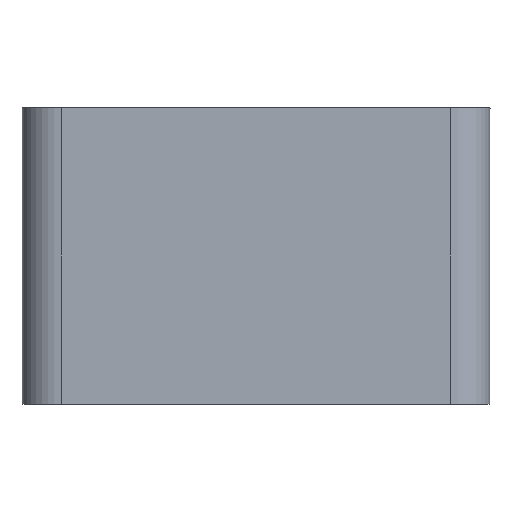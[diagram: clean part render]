
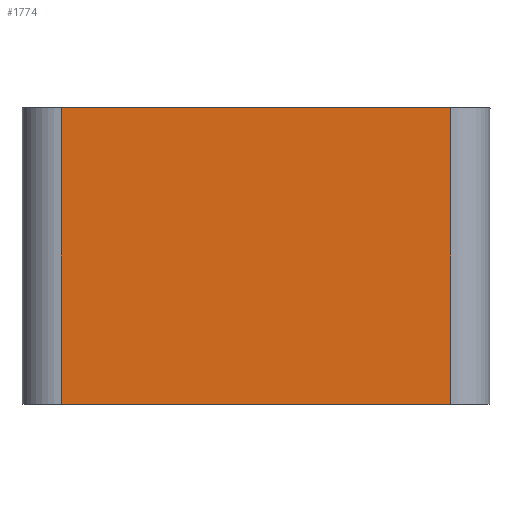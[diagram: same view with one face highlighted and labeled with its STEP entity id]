
A CAD part, front view. The second image highlights one B-rep face of the part: STEP entity #1774.
In plain terms, the highlighted planar face has unit normal (0, -1, 0).
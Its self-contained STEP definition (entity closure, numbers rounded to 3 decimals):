
#47=PLANE('',#2023);
#155=LINE('',#3158,#272);
#164=LINE('',#3191,#281);
#169=LINE('',#3210,#286);
#170=LINE('',#3212,#287);
#272=VECTOR('',#2569,10.);
#281=VECTOR('',#2600,10.);
#286=VECTOR('',#2629,10.);
#287=VECTOR('',#2632,10.);
#475=FACE_OUTER_BOUND('',#596,.T.);
#596=EDGE_LOOP('',(#1637,#1638,#1639,#1640));
#865=VERTEX_POINT('',#3155);
#866=VERTEX_POINT('',#3157);
#878=VERTEX_POINT('',#3188);
#879=VERTEX_POINT('',#3190);
#1111=EDGE_CURVE('',#865,#866,#155,.T.);
#1128=EDGE_CURVE('',#878,#879,#164,.T.);
#1136=EDGE_CURVE('',#878,#866,#169,.T.);
#1137=EDGE_CURVE('',#879,#865,#170,.T.);
#1637=ORIENTED_EDGE('',*,*,#1128,.F.);
#1638=ORIENTED_EDGE('',*,*,#1136,.T.);
#1639=ORIENTED_EDGE('',*,*,#1111,.F.);
#1640=ORIENTED_EDGE('',*,*,#1137,.F.);
#1774=ADVANCED_FACE('',(#475),#47,.T.);
#2023=AXIS2_PLACEMENT_3D('',#3211,#2630,#2631);
#2569=DIRECTION('',(1.,0.,0.));
#2600=DIRECTION('',(-1.,0.,0.));
#2629=DIRECTION('',(0.,0.,1.));
#2630=DIRECTION('center_axis',(0.,-1.,0.));
#2631=DIRECTION('ref_axis',(1.,0.,0.));
#2632=DIRECTION('',(0.,0.,1.));
#3155=CARTESIAN_POINT('',(-55.,0.,38.));
#3157=CARTESIAN_POINT('',(-5.,0.,38.));
#3158=CARTESIAN_POINT('',(-5.,0.,38.));
#3188=CARTESIAN_POINT('',(-5.,0.,0.));
#3190=CARTESIAN_POINT('',(-55.,0.,0.));
#3191=CARTESIAN_POINT('',(-5.,0.,0.));
#3210=CARTESIAN_POINT('',(-5.,0.,0.));
#3211=CARTESIAN_POINT('Origin',(-55.,0.,0.));
#3212=CARTESIAN_POINT('',(-55.,0.,0.));
